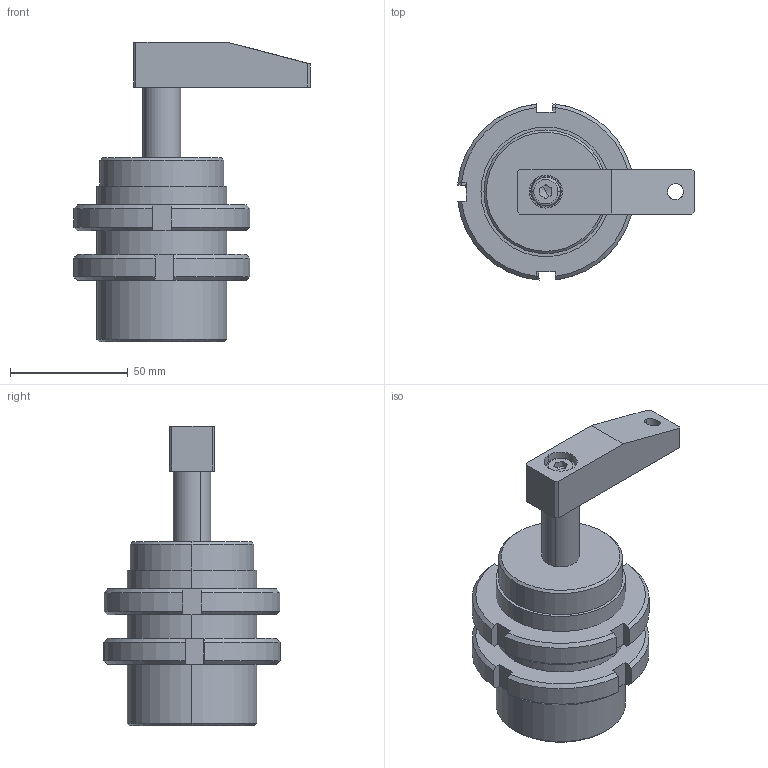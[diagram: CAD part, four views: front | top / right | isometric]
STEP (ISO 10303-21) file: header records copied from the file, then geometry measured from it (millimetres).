
FILE_DESCRIPTION (( 'STEP AP203' ), '1' );
FILE_NAME ('HASC-TB40S.STEP', '2019-10-14T11:11:37', ( '微软用户' ), ( '微软中国' ), 'SwSTEP 2.0', 'SolidWorks 2012', '' );
FILE_SCHEMA (( 'CONFIG_CONTROL_DESIGN' ));
Length unit declared in the file: millimetre
Products named in the file (6): HASC-TB40S; hex lobular socket head cap screws-4.8 gb_GB_HEXAGON_TYPE21 M8X20-20-N; HASC-40S活塞杆; HASC-TB40S等旋; HASC-TB40蹟譫; HASC-TB40掛极
Assembly tree (6 placements, depth 2):
  HASC-TB40S
    HASC-TB40掛极
    HASC-TB40蹟譫  x2
    HASC-TB40S等旋
    HASC-40S活塞杆
    hex lobular socket head cap screws-4.8 gb_GB_HEXAGON_TYPE21 M8X20-20-N
Bounding box: 100.39 x 74.78 x 127 mm (x, y, z)
Volume: 220299.7 mm3; surface area: 58565 mm2
Topology: 6 solids, 6 shells, 201 faces, 491 edges, 316 vertices
Faces by surface type: plane 93, cone 40, cylinder 38, bspline 20, torus 10
Entity records: 6425 total; most frequent: CARTESIAN_POINT 1907, ORIENTED_EDGE 802, DIRECTION 777, EDGE_CURVE 401, AXIS2_PLACEMENT_3D 274, VERTEX_POINT 260, LINE 229, VECTOR 229
